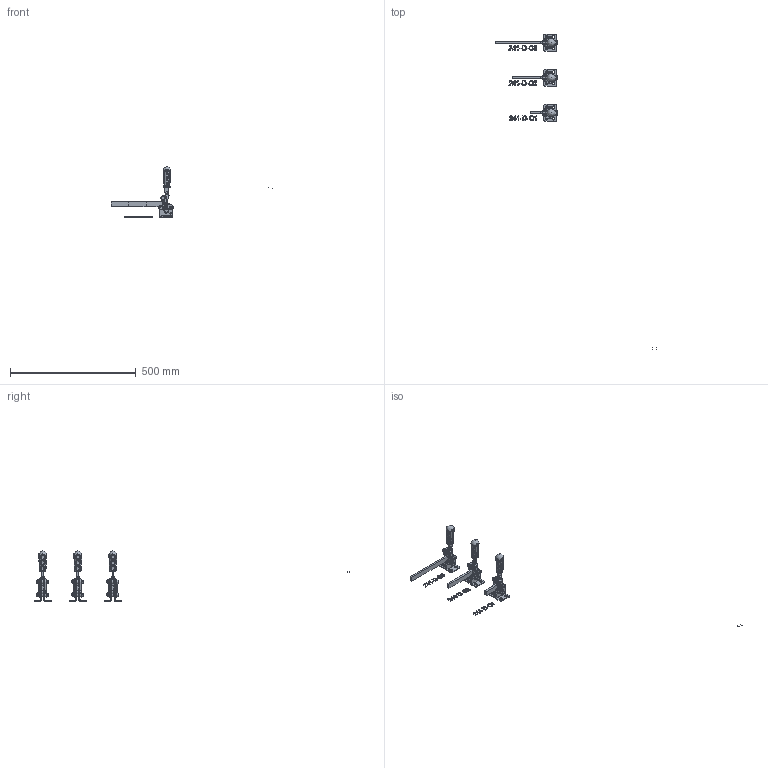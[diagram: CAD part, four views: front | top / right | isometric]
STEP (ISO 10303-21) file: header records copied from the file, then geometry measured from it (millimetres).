
FILE_DESCRIPTION(('FreeCAD Model'),'2;1');
FILE_NAME('Open CASCADE Shape Model','2025-05-01T01:54:23',('FreeCAD'),( 'FreeCAD'),'Open CASCADE STEP processor 7.6','FreeCAD','Unknown');
FILE_SCHEMA(('AUTOMOTIVE_DESIGN { 1 0 10303 214 1 1 1 1 }'));
Products named in the file (1): Open CASCADE STEP translator 7.6 1
Bounding box: 642.6 x 1255.39 x 199.81 mm (x, y, z)
Volume: 455154.4 mm3; surface area: 173741 mm2
Topology: 55 solids, 58 shells, 6535 faces, 16190 edges, 9681 vertices
Faces by surface type: bspline 6535
Entity records: 227895 total; most frequent: CARTESIAN_POINT 135005, ORIENTED_EDGE 32182, EDGE_CURVE 16091, B_SPLINE_CURVE_WITH_KNOTS 12386, VERTEX_POINT 9681, FACE_BOUND 6934, EDGE_LOOP 6934, ADVANCED_FACE 6535
